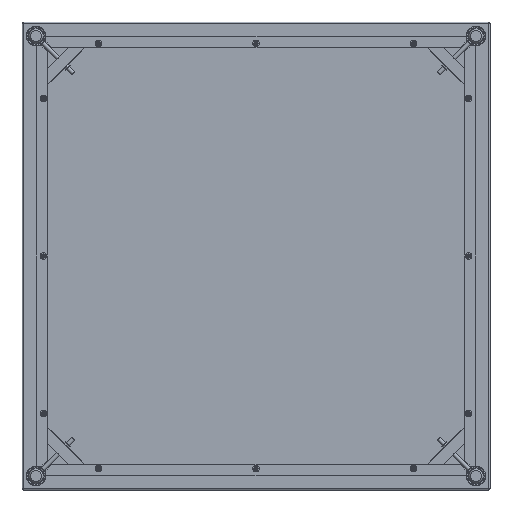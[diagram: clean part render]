
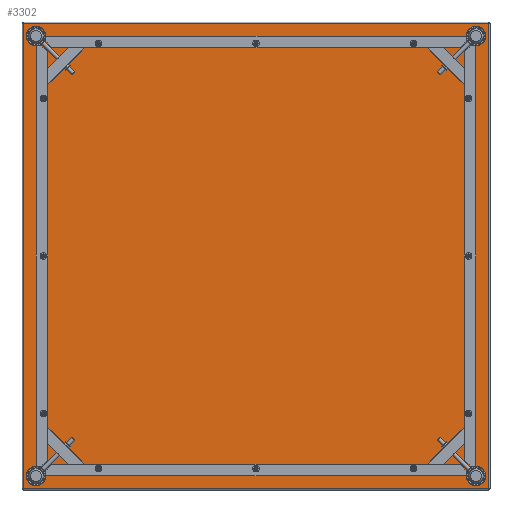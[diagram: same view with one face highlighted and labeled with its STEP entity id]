
A CAD part, front view. The second image highlights one B-rep face of the part: STEP entity #3302.
In plain terms, the highlighted face is planar.
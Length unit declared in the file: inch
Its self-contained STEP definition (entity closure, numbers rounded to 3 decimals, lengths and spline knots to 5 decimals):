
#602=PLANE('',#3567);
#716=LINE('',#5183,#854);
#718=LINE('',#5186,#856);
#722=LINE('',#5192,#860);
#724=LINE('',#5195,#862);
#854=VECTOR('',#4096,35.3125);
#856=VECTOR('',#4100,35.3125);
#860=VECTOR('',#4108,35.3125);
#862=VECTOR('',#4112,35.3125);
#1070=FACE_OUTER_BOUND('',#1297,.T.);
#1297=EDGE_LOOP('',(#2548,#2549,#2550,#2551));
#1771=VERTEX_POINT('',#5107);
#1777=VERTEX_POINT('',#5124);
#1780=VERTEX_POINT('',#5131);
#1789=VERTEX_POINT('',#5161);
#2088=EDGE_CURVE('',#1780,#1789,#716,.T.);
#2090=EDGE_CURVE('',#1789,#1777,#718,.T.);
#2094=EDGE_CURVE('',#1771,#1780,#722,.T.);
#2096=EDGE_CURVE('',#1777,#1771,#724,.T.);
#2548=ORIENTED_EDGE('',*,*,#2088,.F.);
#2549=ORIENTED_EDGE('',*,*,#2094,.F.);
#2550=ORIENTED_EDGE('',*,*,#2096,.F.);
#2551=ORIENTED_EDGE('',*,*,#2090,.F.);
#3302=ADVANCED_FACE('',(#1070),#602,.T.);
#3567=AXIS2_PLACEMENT_3D('',#5202,#4124,#4125);
#4096=DIRECTION('',(0.,1.,0.));
#4100=DIRECTION('',(-1.,0.,0.));
#4108=DIRECTION('',(1.,0.,0.));
#4112=DIRECTION('',(0.,-1.,0.));
#4124=DIRECTION('center_axis',(0.,0.,-1.));
#4125=DIRECTION('ref_axis',(-1.,0.,0.));
#5107=CARTESIAN_POINT('',(-17.65625,-17.65625,-0.5));
#5124=CARTESIAN_POINT('',(-17.65625,17.65625,-0.5));
#5131=CARTESIAN_POINT('',(17.65625,-17.65625,-0.5));
#5161=CARTESIAN_POINT('',(17.65625,17.65625,-0.5));
#5183=CARTESIAN_POINT('',(17.65625,-8.875,-0.5));
#5186=CARTESIAN_POINT('',(8.875,17.65625,-0.5));
#5192=CARTESIAN_POINT('',(-8.875,-17.65625,-0.5));
#5195=CARTESIAN_POINT('',(-17.65625,8.875,-0.5));
#5202=CARTESIAN_POINT('Origin',(0.,0.,-0.5));
